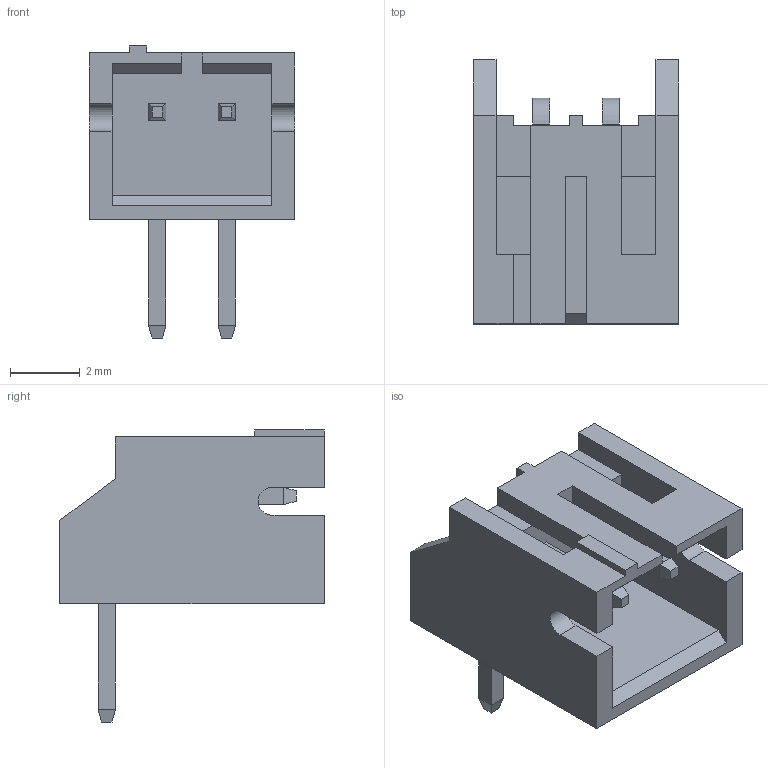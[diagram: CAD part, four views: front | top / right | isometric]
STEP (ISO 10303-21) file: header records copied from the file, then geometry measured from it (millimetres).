
FILE_DESCRIPTION(('STEP AP214'), '1');
FILE_NAME('SxB-PH-K-S', '', ('UNSPECIFIED'), ('UNSPECIFIED'), 'ASCON STEP Converter 1.6', 'ASCON Math Kernel', '');
FILE_SCHEMA(('AUTOMOTIVE_DESIGN { 1 0 10303 214 3 1 1}'));
Length unit declared in the file: millimetre
Bounding box: 5.9 x 7.6 x 8.4 mm (x, y, z)
Volume: 99.9 mm3; surface area: 318.2 mm2
Topology: 1 solids, 1 shells, 93 faces, 254 edges, 163 vertices
Faces by surface type: plane 87, cylinder 6
Entity records: 3660 total; most frequent: CARTESIAN_POINT 511, ORIENTED_EDGE 508, DIRECTION 454, EDGE_CURVE 254, LINE 242, VECTOR 242, VERTEX_POINT 163, AXIS2_PLACEMENT_3D 106
